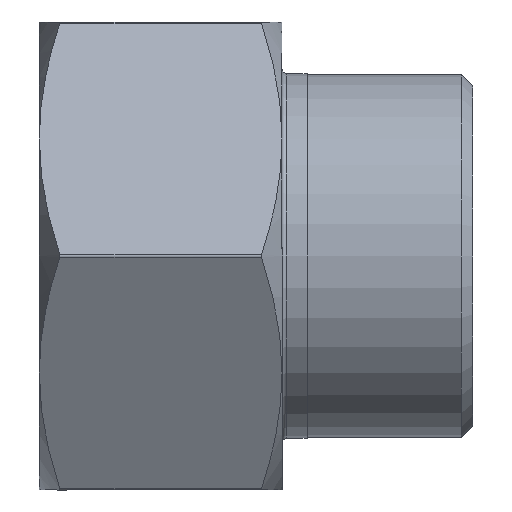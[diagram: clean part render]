
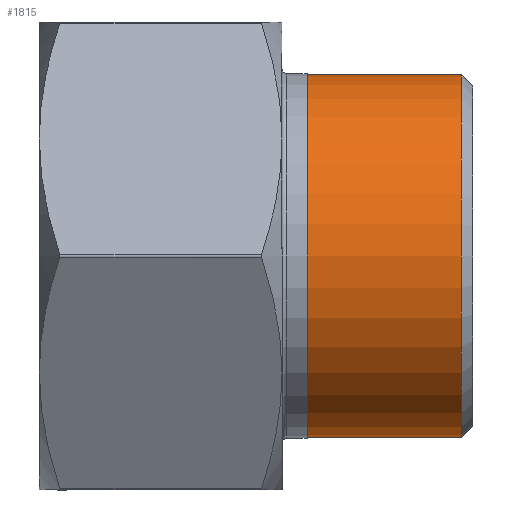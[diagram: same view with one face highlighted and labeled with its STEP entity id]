
A CAD part, front view. The second image highlights one B-rep face of the part: STEP entity #1815.
In plain terms, the highlighted cylindrical face has radius 20.955 mm (diameter 41.91 mm), a full revolution.
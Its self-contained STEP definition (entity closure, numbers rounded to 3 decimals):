
#310 = CIRCLE ( 'NONE', #322, 20.955 ) ;
#322 = AXIS2_PLACEMENT_3D ( 'NONE', #517, #562, #650 ) ;
#403 = CIRCLE ( 'NONE', #406, 20.955 ) ;
#406 = AXIS2_PLACEMENT_3D ( 'NONE', #1396, #1398, #1399 ) ;
#517 = CARTESIAN_POINT ( 'NONE',  ( 48.7, 0., 0. ) ) ;
#562 = DIRECTION ( 'NONE',  ( 1., 0., 0. ) ) ;
#650 = DIRECTION ( 'NONE',  ( 0., 0., 1. ) ) ;
#1396 = CARTESIAN_POINT ( 'NONE',  ( 30.9, 0., 0. ) ) ;
#1398 = DIRECTION ( 'NONE',  ( 1., 0., 0. ) ) ;
#1399 = DIRECTION ( 'NONE',  ( 0., 0., 1. ) ) ;
#1815 = ADVANCED_FACE ( 'NONE', ( #5697, #5701 ), #5699, .T. ) ;
#1966 = EDGE_CURVE ( 'NONE', #7497, #7497, #403, .T. ) ;
#2028 = EDGE_CURVE ( 'NONE', #7552, #7552, #310, .T. ) ;
#2400 = EDGE_LOOP ( 'NONE', ( #2733 ) ) ;
#2428 = EDGE_LOOP ( 'NONE', ( #2754 ) ) ;
#2733 = ORIENTED_EDGE ( 'NONE', *, *, #1966, .T. ) ;
#2754 = ORIENTED_EDGE ( 'NONE', *, *, #2028, .F. ) ;
#5697 = FACE_OUTER_BOUND ( 'NONE', #2400, .T. ) ;
#5699 = CYLINDRICAL_SURFACE ( 'NONE', #8439, 20.955 ) ;
#5701 = FACE_OUTER_BOUND ( 'NONE', #2428, .T. ) ;
#5703 = CARTESIAN_POINT ( 'NONE',  ( 28., 0., 0. ) ) ;
#5709 = DIRECTION ( 'NONE',  ( 1., 0., 0. ) ) ;
#5722 = DIRECTION ( 'NONE',  ( 0., 0., 1. ) ) ;
#7497 = VERTEX_POINT ( 'NONE', #7554 ) ;
#7552 = VERTEX_POINT ( 'NONE', #7572 ) ;
#7554 = CARTESIAN_POINT ( 'NONE',  ( 30.9, 0., 20.955 ) ) ;
#7572 = CARTESIAN_POINT ( 'NONE',  ( 48.7, 0., 20.955 ) ) ;
#8439 = AXIS2_PLACEMENT_3D ( 'NONE', #5703, #5709, #5722 ) ;
